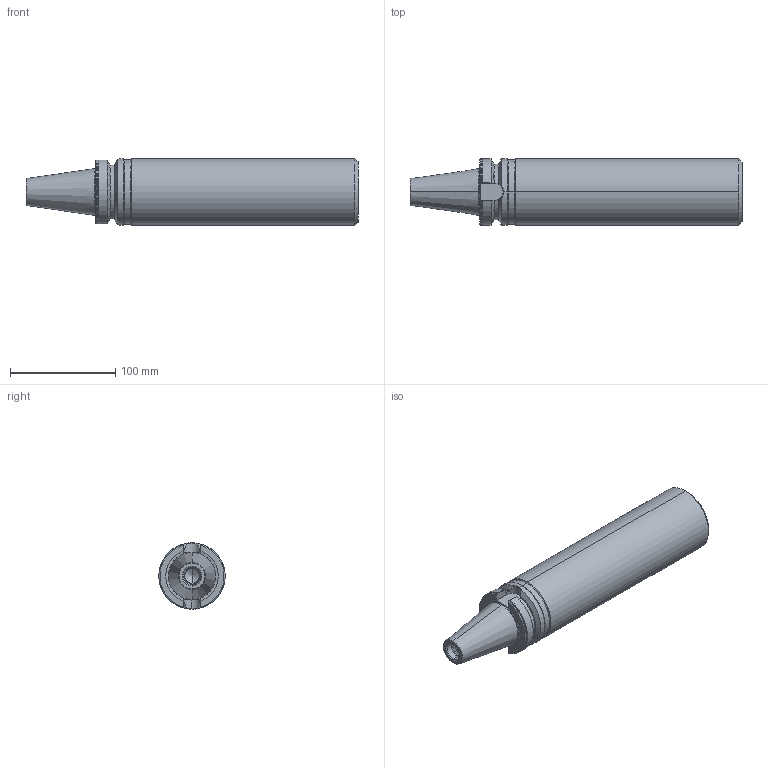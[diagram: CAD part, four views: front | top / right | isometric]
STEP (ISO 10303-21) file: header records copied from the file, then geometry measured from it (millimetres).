
FILE_DESCRIPTION (( 'STEP AP203' ), '1' );
FILE_NAME ('DC.405.17.63.STEP', '2017-10-18T01:04:08', ( '' ), ( '' ), 'SwSTEP 2.0', 'SolidWorks 2012', '' );
FILE_SCHEMA (( 'CONFIG_CONTROL_DESIGN' ));
Length unit declared in the file: millimetre
Products named in the file (1): DC.405.17.63
Bounding box: 315.4 x 63 x 63 mm (x, y, z)
Volume: 820274.4 mm3; surface area: 65567.1 mm2
Topology: 1 solids, 1 shells, 136 faces, 350 edges, 215 vertices
Faces by surface type: cylinder 43, torus 30, cone 29, plane 26, bspline 8
Entity records: 7149 total; most frequent: CARTESIAN_POINT 4037, ORIENTED_EDGE 692, DIRECTION 581, EDGE_CURVE 346, AXIS2_PLACEMENT_3D 238, VERTEX_POINT 215, EDGE_LOOP 139, FACE_OUTER_BOUND 136
